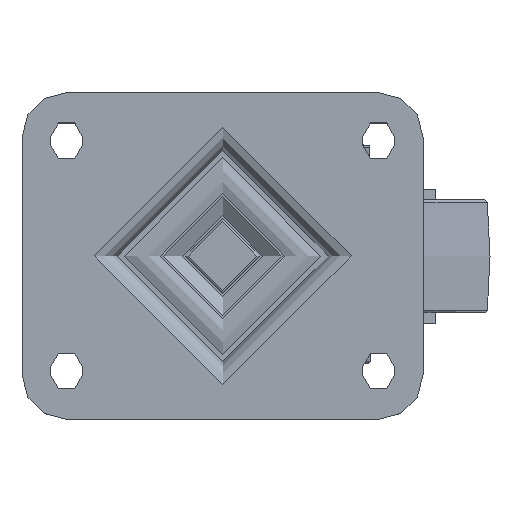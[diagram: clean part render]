
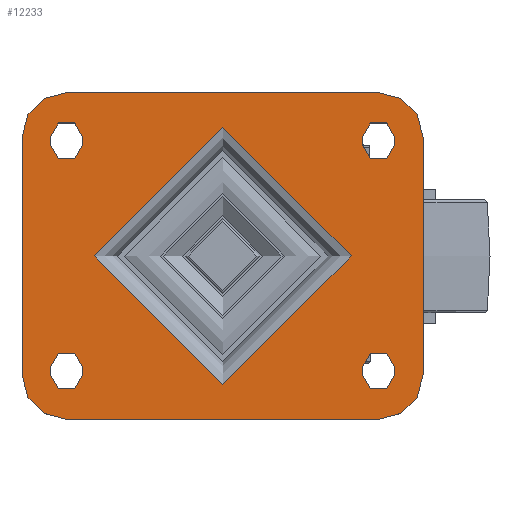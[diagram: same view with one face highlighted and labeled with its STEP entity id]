
A CAD part, top view. The second image highlights one B-rep face of the part: STEP entity #12233.
In plain terms, the highlighted planar face has unit normal (0, 0, 1).
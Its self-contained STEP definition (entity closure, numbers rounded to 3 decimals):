
#1046=FACE_BOUND('',#2372,.T.);
#1047=FACE_BOUND('',#2373,.T.);
#1048=FACE_BOUND('',#2374,.T.);
#1049=FACE_BOUND('',#2375,.T.);
#1050=FACE_BOUND('',#2376,.T.);
#1199=PLANE('',#13262);
#1614=FACE_OUTER_BOUND('',#2371,.T.);
#2371=EDGE_LOOP('',(#8534,#8535,#8536,#8537,#8538,#8539,#8540,#8541));
#2372=EDGE_LOOP('',(#8542,#8543,#8544,#8545));
#2373=EDGE_LOOP('',(#8546,#8547,#8548,#8549));
#2374=EDGE_LOOP('',(#8550,#8551,#8552,#8553));
#2375=EDGE_LOOP('',(#8554,#8555,#8556,#8557));
#2376=EDGE_LOOP('',(#8558));
#3286=LINE('',#17527,#4129);
#3287=LINE('',#17531,#4130);
#3288=LINE('',#17535,#4131);
#3289=LINE('',#17538,#4132);
#3290=LINE('',#17541,#4133);
#3291=LINE('',#17545,#4134);
#3292=LINE('',#17549,#4135);
#3293=LINE('',#17553,#4136);
#3294=LINE('',#17557,#4137);
#3295=LINE('',#17561,#4138);
#3296=LINE('',#17565,#4139);
#3297=LINE('',#17569,#4140);
#4129=VECTOR('',#14495,1000.);
#4130=VECTOR('',#14498,1000.);
#4131=VECTOR('',#14501,1000.);
#4132=VECTOR('',#14504,1000.);
#4133=VECTOR('',#14505,1000.);
#4134=VECTOR('',#14508,1000.);
#4135=VECTOR('',#14511,1000.);
#4136=VECTOR('',#14514,1000.);
#4137=VECTOR('',#14517,1000.);
#4138=VECTOR('',#14520,1000.);
#4139=VECTOR('',#14523,1000.);
#4140=VECTOR('',#14526,1000.);
#4973=CIRCLE('',#13231,43.246);
#4996=CIRCLE('',#13263,15.);
#4997=CIRCLE('',#13264,15.);
#4998=CIRCLE('',#13265,15.);
#4999=CIRCLE('',#13266,15.);
#5000=CIRCLE('',#13267,5.5);
#5001=CIRCLE('',#13268,5.5);
#5002=CIRCLE('',#13269,5.5);
#5003=CIRCLE('',#13270,5.5);
#5004=CIRCLE('',#13271,5.5);
#5005=CIRCLE('',#13272,5.5);
#5006=CIRCLE('',#13273,5.5);
#5007=CIRCLE('',#13274,5.5);
#5430=VERTEX_POINT('',#17444);
#5462=VERTEX_POINT('',#17523);
#5463=VERTEX_POINT('',#17524);
#5464=VERTEX_POINT('',#17526);
#5465=VERTEX_POINT('',#17528);
#5466=VERTEX_POINT('',#17530);
#5467=VERTEX_POINT('',#17532);
#5468=VERTEX_POINT('',#17534);
#5469=VERTEX_POINT('',#17536);
#5470=VERTEX_POINT('',#17539);
#5471=VERTEX_POINT('',#17540);
#5472=VERTEX_POINT('',#17542);
#5473=VERTEX_POINT('',#17544);
#5474=VERTEX_POINT('',#17547);
#5475=VERTEX_POINT('',#17548);
#5476=VERTEX_POINT('',#17550);
#5477=VERTEX_POINT('',#17552);
#5478=VERTEX_POINT('',#17555);
#5479=VERTEX_POINT('',#17556);
#5480=VERTEX_POINT('',#17558);
#5481=VERTEX_POINT('',#17560);
#5482=VERTEX_POINT('',#17563);
#5483=VERTEX_POINT('',#17564);
#5484=VERTEX_POINT('',#17566);
#5485=VERTEX_POINT('',#17568);
#6647=EDGE_CURVE('',#5430,#5430,#4973,.T.);
#6684=EDGE_CURVE('',#5462,#5463,#4996,.T.);
#6685=EDGE_CURVE('',#5464,#5463,#3286,.T.);
#6686=EDGE_CURVE('',#5465,#5464,#4997,.T.);
#6687=EDGE_CURVE('',#5466,#5465,#3287,.T.);
#6688=EDGE_CURVE('',#5467,#5466,#4998,.T.);
#6689=EDGE_CURVE('',#5468,#5467,#3288,.T.);
#6690=EDGE_CURVE('',#5468,#5469,#4999,.T.);
#6691=EDGE_CURVE('',#5462,#5469,#3289,.T.);
#6692=EDGE_CURVE('',#5470,#5471,#3290,.T.);
#6693=EDGE_CURVE('',#5471,#5472,#5000,.T.);
#6694=EDGE_CURVE('',#5472,#5473,#3291,.T.);
#6695=EDGE_CURVE('',#5473,#5470,#5001,.T.);
#6696=EDGE_CURVE('',#5474,#5475,#3292,.T.);
#6697=EDGE_CURVE('',#5475,#5476,#5002,.T.);
#6698=EDGE_CURVE('',#5476,#5477,#3293,.T.);
#6699=EDGE_CURVE('',#5477,#5474,#5003,.T.);
#6700=EDGE_CURVE('',#5478,#5479,#3294,.T.);
#6701=EDGE_CURVE('',#5479,#5480,#5004,.T.);
#6702=EDGE_CURVE('',#5480,#5481,#3295,.T.);
#6703=EDGE_CURVE('',#5481,#5478,#5005,.T.);
#6704=EDGE_CURVE('',#5482,#5483,#3296,.T.);
#6705=EDGE_CURVE('',#5483,#5484,#5006,.T.);
#6706=EDGE_CURVE('',#5484,#5485,#3297,.T.);
#6707=EDGE_CURVE('',#5485,#5482,#5007,.T.);
#8534=ORIENTED_EDGE('',*,*,#6684,.T.);
#8535=ORIENTED_EDGE('',*,*,#6685,.F.);
#8536=ORIENTED_EDGE('',*,*,#6686,.F.);
#8537=ORIENTED_EDGE('',*,*,#6687,.F.);
#8538=ORIENTED_EDGE('',*,*,#6688,.F.);
#8539=ORIENTED_EDGE('',*,*,#6689,.F.);
#8540=ORIENTED_EDGE('',*,*,#6690,.T.);
#8541=ORIENTED_EDGE('',*,*,#6691,.F.);
#8542=ORIENTED_EDGE('',*,*,#6692,.T.);
#8543=ORIENTED_EDGE('',*,*,#6693,.T.);
#8544=ORIENTED_EDGE('',*,*,#6694,.T.);
#8545=ORIENTED_EDGE('',*,*,#6695,.T.);
#8546=ORIENTED_EDGE('',*,*,#6696,.T.);
#8547=ORIENTED_EDGE('',*,*,#6697,.T.);
#8548=ORIENTED_EDGE('',*,*,#6698,.T.);
#8549=ORIENTED_EDGE('',*,*,#6699,.T.);
#8550=ORIENTED_EDGE('',*,*,#6700,.T.);
#8551=ORIENTED_EDGE('',*,*,#6701,.T.);
#8552=ORIENTED_EDGE('',*,*,#6702,.T.);
#8553=ORIENTED_EDGE('',*,*,#6703,.T.);
#8554=ORIENTED_EDGE('',*,*,#6704,.T.);
#8555=ORIENTED_EDGE('',*,*,#6705,.T.);
#8556=ORIENTED_EDGE('',*,*,#6706,.T.);
#8557=ORIENTED_EDGE('',*,*,#6707,.T.);
#8558=ORIENTED_EDGE('',*,*,#6647,.F.);
#12233=ADVANCED_FACE('',(#1614,#1046,#1047,#1048,#1049,#1050),#1199,.T.);
#13231=AXIS2_PLACEMENT_3D('',#17446,#14415,#14416);
#13262=AXIS2_PLACEMENT_3D('',#17522,#14491,#14492);
#13263=AXIS2_PLACEMENT_3D('',#17525,#14493,#14494);
#13264=AXIS2_PLACEMENT_3D('',#17529,#14496,#14497);
#13265=AXIS2_PLACEMENT_3D('',#17533,#14499,#14500);
#13266=AXIS2_PLACEMENT_3D('',#17537,#14502,#14503);
#13267=AXIS2_PLACEMENT_3D('',#17543,#14506,#14507);
#13268=AXIS2_PLACEMENT_3D('',#17546,#14509,#14510);
#13269=AXIS2_PLACEMENT_3D('',#17551,#14512,#14513);
#13270=AXIS2_PLACEMENT_3D('',#17554,#14515,#14516);
#13271=AXIS2_PLACEMENT_3D('',#17559,#14518,#14519);
#13272=AXIS2_PLACEMENT_3D('',#17562,#14521,#14522);
#13273=AXIS2_PLACEMENT_3D('',#17567,#14524,#14525);
#13274=AXIS2_PLACEMENT_3D('',#17570,#14527,#14528);
#14415=DIRECTION('center_axis',(0.,0.,1.));
#14416=DIRECTION('ref_axis',(-1.,0.,0.));
#14491=DIRECTION('center_axis',(0.,0.,1.));
#14492=DIRECTION('ref_axis',(1.,0.,0.));
#14493=DIRECTION('center_axis',(0.,0.,1.));
#14494=DIRECTION('ref_axis',(-1.,0.,0.));
#14495=DIRECTION('',(-1.,0.,0.));
#14496=DIRECTION('center_axis',(0.,0.,-1.));
#14497=DIRECTION('ref_axis',(1.,0.,0.));
#14498=DIRECTION('',(0.,-1.,0.));
#14499=DIRECTION('center_axis',(0.,0.,-1.));
#14500=DIRECTION('ref_axis',(0.,1.,0.));
#14501=DIRECTION('',(1.,0.,0.));
#14502=DIRECTION('center_axis',(0.,0.,1.));
#14503=DIRECTION('ref_axis',(0.,1.,0.));
#14504=DIRECTION('',(0.,1.,0.));
#14505=DIRECTION('',(0.,-1.,0.));
#14506=DIRECTION('center_axis',(0.,0.,-1.));
#14507=DIRECTION('ref_axis',(1.,0.,0.));
#14508=DIRECTION('',(0.,1.,0.));
#14509=DIRECTION('center_axis',(0.,0.,-1.));
#14510=DIRECTION('ref_axis',(1.,0.,0.));
#14511=DIRECTION('',(0.,1.,0.));
#14512=DIRECTION('center_axis',(0.,0.,-1.));
#14513=DIRECTION('ref_axis',(1.,0.,0.));
#14514=DIRECTION('',(0.,-1.,0.));
#14515=DIRECTION('center_axis',(0.,0.,-1.));
#14516=DIRECTION('ref_axis',(1.,0.,0.));
#14517=DIRECTION('',(0.,-1.,0.));
#14518=DIRECTION('center_axis',(0.,0.,-1.));
#14519=DIRECTION('ref_axis',(-1.,0.,0.));
#14520=DIRECTION('',(0.,1.,0.));
#14521=DIRECTION('center_axis',(0.,0.,-1.));
#14522=DIRECTION('ref_axis',(-1.,0.,0.));
#14523=DIRECTION('',(0.,1.,0.));
#14524=DIRECTION('center_axis',(0.,0.,-1.));
#14525=DIRECTION('ref_axis',(-1.,0.,0.));
#14526=DIRECTION('',(0.,-1.,0.));
#14527=DIRECTION('center_axis',(0.,0.,-1.));
#14528=DIRECTION('ref_axis',(-1.,0.,0.));
#17444=CARTESIAN_POINT('',(43.246,0.,0.));
#17446=CARTESIAN_POINT('Origin',(0.,0.,0.));
#17522=CARTESIAN_POINT('Origin',(0.,0.,0.));
#17523=CARTESIAN_POINT('',(-67.5,-40.,0.));
#17524=CARTESIAN_POINT('',(-52.5,-55.,0.));
#17525=CARTESIAN_POINT('Origin',(-52.5,-40.,0.));
#17526=CARTESIAN_POINT('',(52.5,-55.,0.));
#17527=CARTESIAN_POINT('',(52.5,-55.,0.));
#17528=CARTESIAN_POINT('',(67.5,-40.,0.));
#17529=CARTESIAN_POINT('Origin',(52.5,-40.,0.));
#17530=CARTESIAN_POINT('',(67.5,40.,0.));
#17531=CARTESIAN_POINT('',(67.5,40.,0.));
#17532=CARTESIAN_POINT('',(52.5,55.,0.));
#17533=CARTESIAN_POINT('Origin',(52.5,40.,0.));
#17534=CARTESIAN_POINT('',(-52.5,55.,0.));
#17535=CARTESIAN_POINT('',(-52.5,55.,0.));
#17536=CARTESIAN_POINT('',(-67.5,40.,0.));
#17537=CARTESIAN_POINT('Origin',(-52.5,40.,0.));
#17538=CARTESIAN_POINT('',(-67.5,-40.,0.));
#17539=CARTESIAN_POINT('',(-47.,40.,0.));
#17540=CARTESIAN_POINT('',(-47.,37.5,0.));
#17541=CARTESIAN_POINT('',(-47.,37.5,0.));
#17542=CARTESIAN_POINT('',(-58.,37.5,0.));
#17543=CARTESIAN_POINT('Origin',(-52.5,37.5,0.));
#17544=CARTESIAN_POINT('',(-58.,40.,0.));
#17545=CARTESIAN_POINT('',(-58.,37.5,0.));
#17546=CARTESIAN_POINT('Origin',(-52.5,40.,0.));
#17547=CARTESIAN_POINT('',(-58.,-40.,0.));
#17548=CARTESIAN_POINT('',(-58.,-37.5,0.));
#17549=CARTESIAN_POINT('',(-58.,-37.5,0.));
#17550=CARTESIAN_POINT('',(-47.,-37.5,0.));
#17551=CARTESIAN_POINT('Origin',(-52.5,-37.5,0.));
#17552=CARTESIAN_POINT('',(-47.,-40.,0.));
#17553=CARTESIAN_POINT('',(-47.,-37.5,0.));
#17554=CARTESIAN_POINT('Origin',(-52.5,-40.,0.));
#17555=CARTESIAN_POINT('',(58.,40.,0.));
#17556=CARTESIAN_POINT('',(58.,37.5,0.));
#17557=CARTESIAN_POINT('',(58.,37.5,0.));
#17558=CARTESIAN_POINT('',(47.,37.5,0.));
#17559=CARTESIAN_POINT('Origin',(52.5,37.5,0.));
#17560=CARTESIAN_POINT('',(47.,40.,0.));
#17561=CARTESIAN_POINT('',(47.,37.5,0.));
#17562=CARTESIAN_POINT('Origin',(52.5,40.,0.));
#17563=CARTESIAN_POINT('',(47.,-40.,0.));
#17564=CARTESIAN_POINT('',(47.,-37.5,0.));
#17565=CARTESIAN_POINT('',(47.,-37.5,0.));
#17566=CARTESIAN_POINT('',(58.,-37.5,0.));
#17567=CARTESIAN_POINT('Origin',(52.5,-37.5,0.));
#17568=CARTESIAN_POINT('',(58.,-40.,0.));
#17569=CARTESIAN_POINT('',(58.,-37.5,0.));
#17570=CARTESIAN_POINT('Origin',(52.5,-40.,0.));
